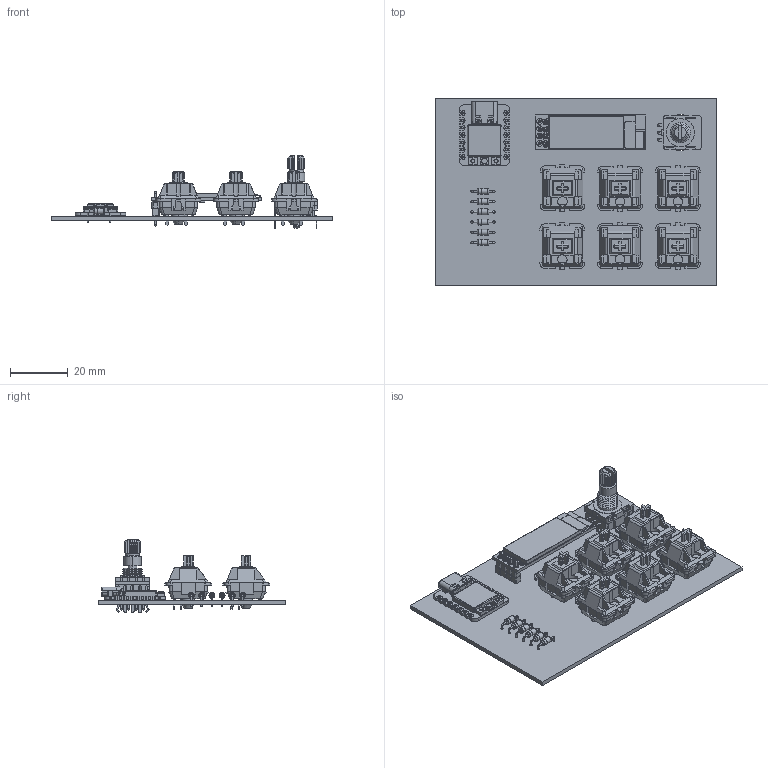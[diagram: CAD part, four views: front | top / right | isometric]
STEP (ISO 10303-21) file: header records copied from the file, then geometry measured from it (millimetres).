
FILE_DESCRIPTION(('KiCad electronic assembly'),'2;1');
FILE_NAME('hackclub_macropad.step','2026-01-25T14:59:26',('Pcbnew'),( 'Kicad'),'Open CASCADE STEP processor 7.9','KiCad to STEP converter' ,'Unknown');
FILE_SCHEMA(('AUTOMOTIVE_DESIGN { 1 0 10303 214 1 1 1 1 }'));
Length unit declared in the file: millimetre
Products named in the file (12): hackclub_macropad 1; D_DO-35_SOD27_P7.62mm_Horizontal; MX1A-11NN; PinHeader_1x04_P2.54mm_Vertical; OLED_0.91_128x32; Pin Header 4 x 1 TH 2.54mm Pitch; RESC-0603; 2SD0601A; 102010428; ACZ11BR1E-15KQD1-20C; hackclub_macropad_PCB
Assembly tree (33 placements, depth 3):
  hackclub_macropad 1
    D_DO-35_SOD27_P7.62mm_Horizontal  x6
    MX1A-11NN  x6
    PinHeader_1x04_P2.54mm_Vertical
    OLED_0.91_128x32
      OLED_0.91_128x32
      Pin Header 4 x 1 TH 2.54mm Pitch
      RESC-0603  x13
      2SD0601A
    102010428
    ACZ11BR1E-15KQD1-20C
    hackclub_macropad_PCB
Bounding box: 97.8 x 65.1 x 25.5 mm (x, y, z)
Volume: 21775.3 mm3; surface area: 29126.3 mm2
Topology: 167 solids, 167 shells, 4341 faces, 11277 edges, 7303 vertices
Faces by surface type: plane 3237, cylinder 788, cone 124, bspline 116, sphere 48, torus 28
Full cylindrical faces by diameter (mm): 0.5 x18, 0.8 x12, 1 x13, 1.5 x12, 1.7 x12, 2 x20, 2.02 x6, 2.1 x1, 4 x6
Entity records: 81492 total; most frequent: CARTESIAN_POINT 15971, ORIENTED_EDGE 13142, DIRECTION 12270, EDGE_CURVE 6571, LINE 5042, VECTOR 5042, VERTEX_POINT 4257, AXIS2_PLACEMENT_3D 3614
